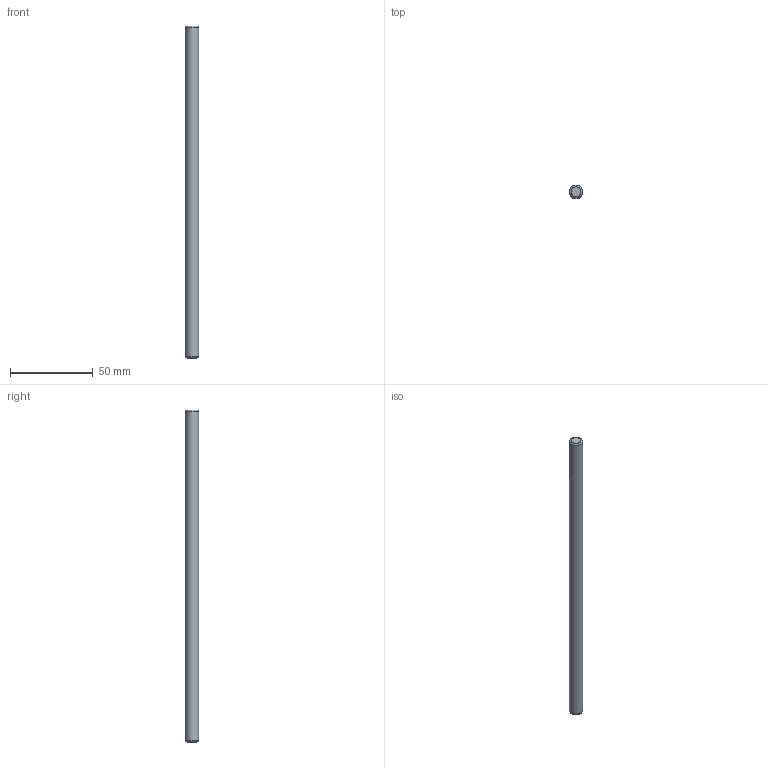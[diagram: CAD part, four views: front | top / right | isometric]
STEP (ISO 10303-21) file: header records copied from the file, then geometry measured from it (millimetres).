
FILE_DESCRIPTION(/* description */ ('M8 Threaded Rod - Stainless Steel, 200mm'),/* implementation_level */ '2;1');
FILE_NAME(/* name */ 'SM-H05.ipt.step',/* time_stamp */ '2013-11-18T15:49:54-06:00',/* author */ ('ERF'),/* organization */ (''),/* preprocessor_version */ 'ST-DEVELOPER v15.2',/* originating_system */ 'Autodesk Inventor 2014',/* authorisation */ 'PER ALEX BI @ NINGBO YINZHOU, 7-29-13 - INCLUDES SHIPPING');
FILE_SCHEMA (('AUTOMOTIVE_DESIGN { 1 0 10303 214 3 1 1 }'));
Length unit declared in the file: inch
Products named in the file (1): SM-H05
Bounding box: 8 x 8 x 200 mm (x, y, z)
Volume: 10042.9 mm3; surface area: 5104.6 mm2
Topology: 1 solids, 1 shells, 5 faces, 7 edges, 4 vertices
Faces by surface type: torus 2, plane 2, cylinder 1
Full cylindrical faces by diameter (mm): 8 x1
Entity records: 117 total; most frequent: DIRECTION 20, CARTESIAN_POINT 14, AXIS2_PLACEMENT_3D 10, EDGE_LOOP 8, ORIENTED_EDGE 8, FACE_OUTER_BOUND 5, ADVANCED_FACE 5, CIRCLE 4
